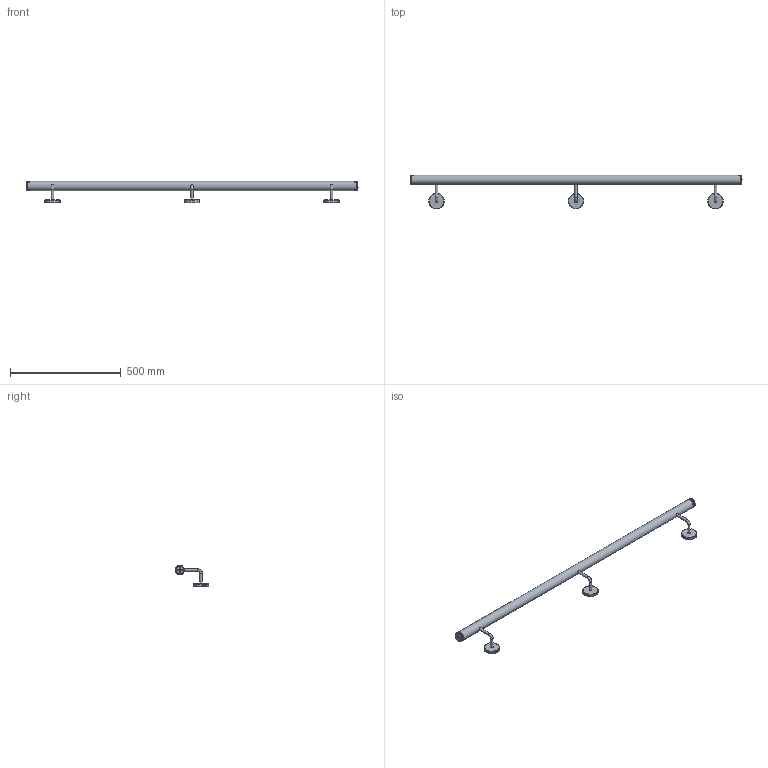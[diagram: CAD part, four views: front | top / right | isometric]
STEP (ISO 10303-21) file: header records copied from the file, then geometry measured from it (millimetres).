
FILE_DESCRIPTION (( 'STEP AP203' ), '1' );
FILE_NAME ('57502-240-S.step', '2021-11-26T08:41:38', ( '' ), ( '' ), 'SwSTEP 2.0', 'SolidWorks 2018', '' );
FILE_SCHEMA (( 'CONFIG_CONTROL_DESIGN' ));
Length unit declared in the file: millimetre
Products named in the file (15): 57502-240-S Teil1; 57502-240-S Teil3; 57502-240-S; 57502-240-S Teil2; 50310-240G___; 50310-240G
Assembly tree (9 placements, depth 2):
  57502-240-S Teil1
  57502-240-S
    57502-240-S Teil3
    57502-240-S Teil1
    57502-240-S Teil1  x2
    57502-240-S Teil2  x3
    50310-240G___  x2
  57502-240-S Teil1
  57502-240-S Teil2
  50310-240G
Bounding box: 1499.16 x 152.4 x 96.2 mm (x, y, z)
Volume: 477062.1 mm3; surface area: 466455.7 mm2
Topology: 9 solids, 9 shells, 2176 faces, 5197 edges, 3128 vertices
Faces by surface type: plane 919, cone 502, cylinder 349, bspline 333, sphere 62, torus 11
Full cylindrical faces by diameter (mm): 7 x9, 12 x6, 12.2 x3, 34.6 x2, 37.5 x4, 38.4 x1, 42.4 x3, 68 x3, 70 x3
Entity records: 48427 total; most frequent: CARTESIAN_POINT 20394, ORIENTED_EDGE 5904, DIRECTION 4877, EDGE_CURVE 2952, AXIS2_PLACEMENT_3D 1858, VERTEX_POINT 1815, EDGE_LOOP 1327, FACE_OUTER_BOUND 1254
